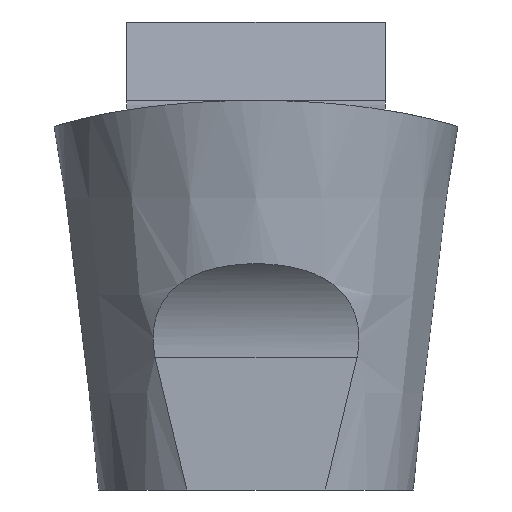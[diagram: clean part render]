
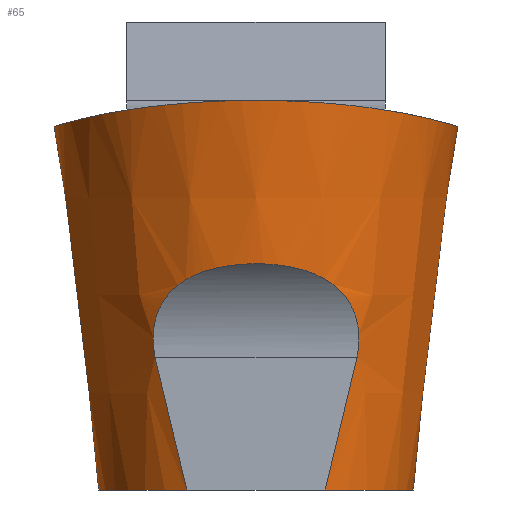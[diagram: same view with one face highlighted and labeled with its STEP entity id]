
A CAD part, front view. The second image highlights one B-rep face of the part: STEP entity #65.
In plain terms, the highlighted conical face has half-angle 7 degrees and reference radius 2.5 mm.
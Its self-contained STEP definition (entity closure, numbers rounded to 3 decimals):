
#42=CONICAL_SURFACE('',#502,2.5,7.);
#47=B_SPLINE_CURVE_WITH_KNOTS('',3,(#878,#879,#880,#881),.UNSPECIFIED.,
 .F.,.F.,(4,4),(0.,1.),.UNSPECIFIED.);
#48=B_SPLINE_CURVE_WITH_KNOTS('',3,(#883,#884,#885,#886,#887,#888,#889,
#890,#891,#892,#893,#894,#895,#896,#897,#898,#899,#900,#901,#902,#903,#904,
#905,#906,#907,#908,#909,#910,#911,#912,#913,#914,#915,#916,#917,#918,#919),
 .UNSPECIFIED.,.F.,.F.,(4,3,3,3,3,3,3,3,3,3,3,3,4),(0.,0.07,
0.141,0.209,0.28,0.381,
0.483,0.605,0.708,0.789,
0.872,0.943,1.),.UNSPECIFIED.);
#49=B_SPLINE_CURVE_WITH_KNOTS('',3,(#921,#922,#923,#924),.UNSPECIFIED.,
 .F.,.F.,(4,4),(0.,1.),.UNSPECIFIED.);
#50=B_SPLINE_CURVE_WITH_KNOTS('',3,(#929,#930,#931,#932,#933,#934,#935,
#936,#937,#938,#939,#940,#941,#942,#943,#944,#945,#946,#947,#948,#949,#950,
#951,#952,#953,#954,#955,#956,#957,#958,#959,#960,#961,#962,#963,#964,#965),
 .UNSPECIFIED.,.F.,.F.,(4,3,3,3,3,3,3,3,3,3,3,3,4),(0.,0.086,
0.172,0.257,0.345,0.433,
0.518,0.601,0.685,0.771,
0.859,0.946,1.),.UNSPECIFIED.);
#55=CIRCLE('',#499,1.948);
#56=CIRCLE('',#500,1.948);
#65=ADVANCED_FACE('SIDE_FP_AN_SU1',(#101),#42,.T.);
#101=FACE_OUTER_BOUND('',#123,.T.);
#123=EDGE_LOOP('',(#197,#198,#199,#200,#201,#202,#203,#204,#205,#206));
#143=ELLIPSE('',#498,2.508,2.495);
#144=ELLIPSE('',#501,2.508,2.495);
#197=ORIENTED_EDGE('',*,*,#349,.F.);
#198=ORIENTED_EDGE('',*,*,#345,.F.);
#199=ORIENTED_EDGE('',*,*,#350,.F.);
#200=ORIENTED_EDGE('',*,*,#351,.T.);
#201=ORIENTED_EDGE('',*,*,#352,.T.);
#202=ORIENTED_EDGE('',*,*,#353,.T.);
#203=ORIENTED_EDGE('',*,*,#354,.F.);
#204=ORIENTED_EDGE('',*,*,#347,.T.);
#205=ORIENTED_EDGE('',*,*,#355,.F.);
#206=ORIENTED_EDGE('',*,*,#356,.F.);
#297=VERTEX_POINT('',#863);
#298=VERTEX_POINT('',#865);
#299=VERTEX_POINT('',#869);
#300=VERTEX_POINT('',#871);
#301=VERTEX_POINT('',#875);
#302=VERTEX_POINT('',#877);
#303=VERTEX_POINT('',#882);
#304=VERTEX_POINT('',#920);
#305=VERTEX_POINT('',#925);
#306=VERTEX_POINT('',#928);
#345=EDGE_CURVE('',#298,#297,#393,.T.);
#347=EDGE_CURVE('',#300,#299,#395,.T.);
#349=EDGE_CURVE('',#297,#301,#143,.T.);
#350=EDGE_CURVE('',#302,#298,#55,.T.);
#351=EDGE_CURVE('',#302,#303,#47,.T.);
#352=EDGE_CURVE('',#303,#304,#48,.T.);
#353=EDGE_CURVE('',#304,#305,#49,.T.);
#354=EDGE_CURVE('',#300,#305,#56,.T.);
#355=EDGE_CURVE('',#306,#299,#144,.T.);
#356=EDGE_CURVE('',#301,#306,#50,.T.);
#393=LINE('',#866,#433);
#395=LINE('',#870,#435);
#433=VECTOR('',#574,1.);
#435=VECTOR('',#578,1.);
#498=AXIS2_PLACEMENT_3D('',#874,#582,#583);
#499=AXIS2_PLACEMENT_3D('',#876,#584,#585);
#500=AXIS2_PLACEMENT_3D('',#926,#586,#587);
#501=AXIS2_PLACEMENT_3D('',#927,#588,#589);
#502=AXIS2_PLACEMENT_3D('',#966,#590,#591);
#574=DIRECTION('',(-0.106,0.061,0.993));
#578=DIRECTION('',(0.106,0.061,0.993));
#582=DIRECTION('',(0.,-0.104,0.995));
#583=DIRECTION('',(0.,0.995,0.104));
#584=DIRECTION('',(0.,0.,-1.));
#585=DIRECTION('',(-1.,0.,0.));
#586=DIRECTION('',(0.,0.,-1.));
#587=DIRECTION('',(-1.,0.,0.));
#588=DIRECTION('',(0.,-0.104,0.995));
#589=DIRECTION('',(0.,0.995,0.104));
#590=DIRECTION('',(0.,0.,1.));
#591=DIRECTION('',(1.,0.,0.));
#863=CARTESIAN_POINT('',(-2.174,-9.156,0.085));
#865=CARTESIAN_POINT('',(-1.687,-9.437,-4.495));
#866=CARTESIAN_POINT('',(-2.165,-9.161,0.));
#869=CARTESIAN_POINT('',(2.174,-9.156,0.085));
#870=CARTESIAN_POINT('',(2.165,-9.161,0.));
#871=CARTESIAN_POINT('',(1.687,-9.437,-4.495));
#874=CARTESIAN_POINT('',(0.,-10.379,-0.043));
#875=CARTESIAN_POINT('',(-2.335,-9.501,0.049));
#876=CARTESIAN_POINT('',(0.,-10.411,-4.495));
#877=CARTESIAN_POINT('',(-0.857,-12.161,-4.495));
#878=CARTESIAN_POINT('',(-0.857,-12.161,-4.495));
#879=CARTESIAN_POINT('',(-1.009,-12.161,-3.953));
#880=CARTESIAN_POINT('',(-1.133,-12.161,-3.403));
#881=CARTESIAN_POINT('',(-1.25,-12.161,-2.851));
#882=CARTESIAN_POINT('',(-1.25,-12.161,-2.851));
#883=CARTESIAN_POINT('',(-1.25,-12.161,-2.851));
#884=CARTESIAN_POINT('',(-1.27,-12.161,-2.755));
#885=CARTESIAN_POINT('',(-1.278,-12.17,-2.655));
#886=CARTESIAN_POINT('',(-1.271,-12.189,-2.559));
#887=CARTESIAN_POINT('',(-1.265,-12.208,-2.463));
#888=CARTESIAN_POINT('',(-1.244,-12.237,-2.368));
#889=CARTESIAN_POINT('',(-1.21,-12.272,-2.283));
#890=CARTESIAN_POINT('',(-1.177,-12.306,-2.2));
#891=CARTESIAN_POINT('',(-1.13,-12.346,-2.125));
#892=CARTESIAN_POINT('',(-1.072,-12.386,-2.06));
#893=CARTESIAN_POINT('',(-1.013,-12.428,-1.992));
#894=CARTESIAN_POINT('',(-0.941,-12.471,-1.935));
#895=CARTESIAN_POINT('',(-0.862,-12.509,-1.889));
#896=CARTESIAN_POINT('',(-0.751,-12.563,-1.824));
#897=CARTESIAN_POINT('',(-0.623,-12.61,-1.779));
#898=CARTESIAN_POINT('',(-0.491,-12.643,-1.748));
#899=CARTESIAN_POINT('',(-0.356,-12.677,-1.717));
#900=CARTESIAN_POINT('',(-0.214,-12.697,-1.701));
#901=CARTESIAN_POINT('',(-0.072,-12.702,-1.697));
#902=CARTESIAN_POINT('',(0.097,-12.708,-1.692));
#903=CARTESIAN_POINT('',(0.271,-12.692,-1.704));
#904=CARTESIAN_POINT('',(0.434,-12.656,-1.736));
#905=CARTESIAN_POINT('',(0.571,-12.627,-1.763));
#906=CARTESIAN_POINT('',(0.704,-12.582,-1.805));
#907=CARTESIAN_POINT('',(0.822,-12.528,-1.867));
#908=CARTESIAN_POINT('',(0.915,-12.486,-1.916));
#909=CARTESIAN_POINT('',(1.,-12.436,-1.979));
#910=CARTESIAN_POINT('',(1.069,-12.389,-2.056));
#911=CARTESIAN_POINT('',(1.138,-12.34,-2.133));
#912=CARTESIAN_POINT('',(1.192,-12.292,-2.226));
#913=CARTESIAN_POINT('',(1.227,-12.254,-2.328));
#914=CARTESIAN_POINT('',(1.257,-12.221,-2.417));
#915=CARTESIAN_POINT('',(1.272,-12.195,-2.515));
#916=CARTESIAN_POINT('',(1.274,-12.179,-2.613));
#917=CARTESIAN_POINT('',(1.275,-12.167,-2.692));
#918=CARTESIAN_POINT('',(1.266,-12.161,-2.772));
#919=CARTESIAN_POINT('',(1.25,-12.161,-2.851));
#920=CARTESIAN_POINT('',(1.25,-12.161,-2.851));
#921=CARTESIAN_POINT('',(1.25,-12.161,-2.851));
#922=CARTESIAN_POINT('',(1.133,-12.161,-3.402));
#923=CARTESIAN_POINT('',(1.008,-12.161,-3.953));
#924=CARTESIAN_POINT('',(0.857,-12.161,-4.495));
#925=CARTESIAN_POINT('',(0.857,-12.161,-4.495));
#926=CARTESIAN_POINT('',(0.,-10.411,-4.495));
#927=CARTESIAN_POINT('',(0.,-10.379,-0.043));
#928=CARTESIAN_POINT('',(2.335,-9.501,0.049));
#929=CARTESIAN_POINT('',(-2.335,-9.501,0.049));
#930=CARTESIAN_POINT('',(-2.433,-9.762,0.022));
#931=CARTESIAN_POINT('',(-2.489,-10.043,0.004));
#932=CARTESIAN_POINT('',(-2.498,-10.323,0.001));
#933=CARTESIAN_POINT('',(-2.508,-10.602,-0.003));
#934=CARTESIAN_POINT('',(-2.471,-10.887,0.01));
#935=CARTESIAN_POINT('',(-2.391,-11.154,0.033));
#936=CARTESIAN_POINT('',(-2.311,-11.421,0.056));
#937=CARTESIAN_POINT('',(-2.187,-11.676,0.09));
#938=CARTESIAN_POINT('',(-2.026,-11.902,0.126));
#939=CARTESIAN_POINT('',(-1.862,-12.133,0.162));
#940=CARTESIAN_POINT('',(-1.655,-12.339,0.2));
#941=CARTESIAN_POINT('',(-1.422,-12.502,0.232));
#942=CARTESIAN_POINT('',(-1.19,-12.665,0.264));
#943=CARTESIAN_POINT('',(-0.925,-12.789,0.29));
#944=CARTESIAN_POINT('',(-0.651,-12.864,0.306));
#945=CARTESIAN_POINT('',(-0.384,-12.937,0.322));
#946=CARTESIAN_POINT('',(-0.101,-12.964,0.328));
#947=CARTESIAN_POINT('',(0.175,-12.945,0.324));
#948=CARTESIAN_POINT('',(0.445,-12.926,0.32));
#949=CARTESIAN_POINT('',(0.715,-12.861,0.305));
#950=CARTESIAN_POINT('',(0.964,-12.755,0.283));
#951=CARTESIAN_POINT('',(1.214,-12.65,0.261));
#952=CARTESIAN_POINT('',(1.449,-12.501,0.231));
#953=CARTESIAN_POINT('',(1.65,-12.321,0.198));
#954=CARTESIAN_POINT('',(1.857,-12.137,0.163));
#955=CARTESIAN_POINT('',(2.035,-11.915,0.125));
#956=CARTESIAN_POINT('',(2.171,-11.673,0.092));
#957=CARTESIAN_POINT('',(2.31,-11.425,0.058));
#958=CARTESIAN_POINT('',(2.409,-11.149,0.028));
#959=CARTESIAN_POINT('',(2.46,-10.868,0.013));
#960=CARTESIAN_POINT('',(2.51,-10.588,-0.003));
#961=CARTESIAN_POINT('',(2.513,-10.295,-0.004));
#962=CARTESIAN_POINT('',(2.47,-10.014,0.01));
#963=CARTESIAN_POINT('',(2.442,-9.839,0.018));
#964=CARTESIAN_POINT('',(2.397,-9.666,0.032));
#965=CARTESIAN_POINT('',(2.335,-9.501,0.049));
#966=CARTESIAN_POINT('',(0.,-10.411,0.));
